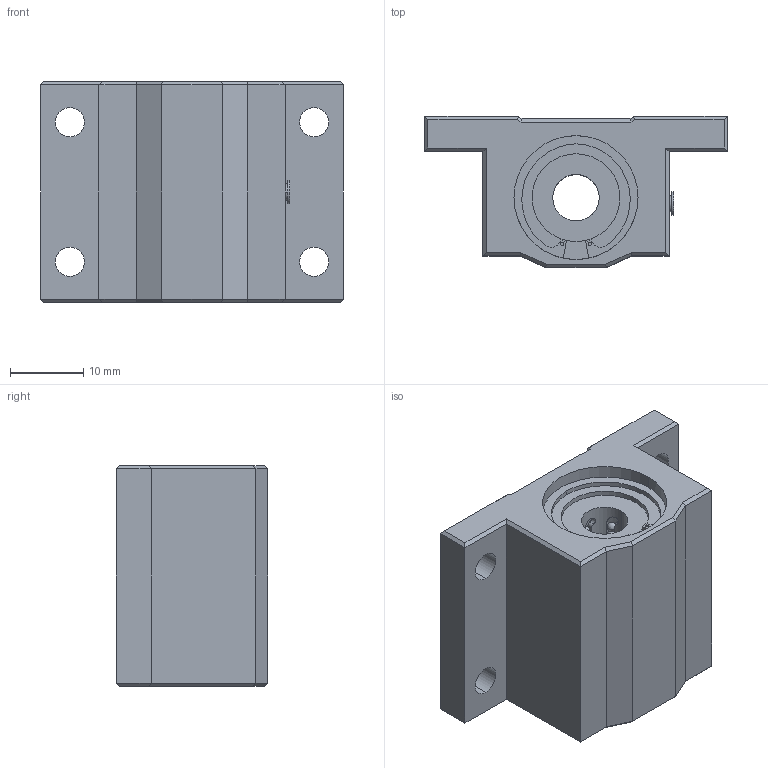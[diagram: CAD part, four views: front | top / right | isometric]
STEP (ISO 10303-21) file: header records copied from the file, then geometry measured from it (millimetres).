
FILE_DESCRIPTION (( 'STEP AP203' ), '1' );
FILE_NAME ('6255K31.step', '2011-05-20T16:52:57', ( 't2jrg' ), ( 'Microsoft' ), 'SwSTEP 2.0', 'SolidWorks 2009', '' );
FILE_SCHEMA (( 'CONFIG_CONTROL_DESIGN' ));
Length unit declared in the file: inch
Products named in the file (1): 6255K31
Bounding box: 41.27 x 20.64 x 30.16 mm (x, y, z)
Volume: 15048.9 mm3; surface area: 5873.3 mm2
Topology: 1 solids, 1 shells, 398 faces, 1480 edges, 952 vertices
Faces by surface type: cylinder 162, sphere 156, plane 80
Entity records: 14463 total; most frequent: CARTESIAN_POINT 4237, ORIENTED_EDGE 2204, DIRECTION 2114, EDGE_CURVE 1102, AXIS2_PLACEMENT_3D 865, VERTEX_POINT 724, CIRCLE 466, EDGE_LOOP 426
